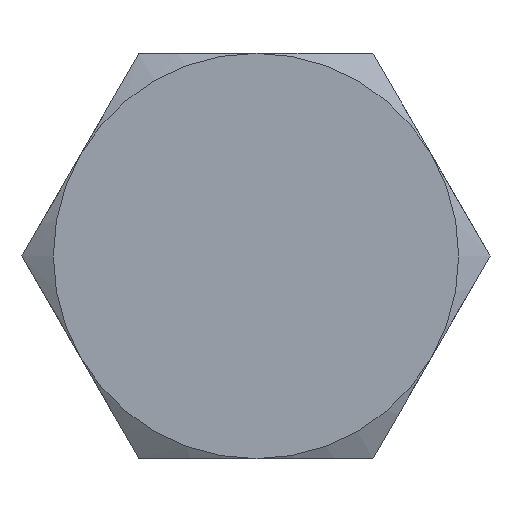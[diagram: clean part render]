
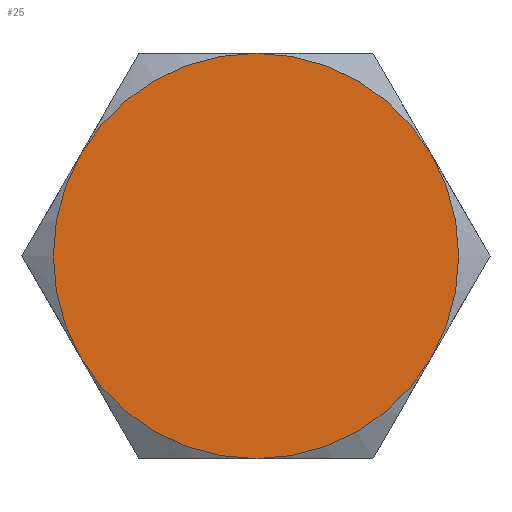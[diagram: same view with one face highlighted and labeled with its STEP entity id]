
A CAD part, left-side view. The second image highlights one B-rep face of the part: STEP entity #25.
In plain terms, the highlighted planar face has unit normal (-1, 0, 0).
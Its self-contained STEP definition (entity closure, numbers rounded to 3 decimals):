
#20 = CARTESIAN_POINT ( 'NONE',  ( -37.988, 12.688, -5.137 ) ) ;
#23 = DIRECTION ( 'NONE',  ( 0., 0., -1. ) ) ;
#25 = ADVANCED_FACE ( 'NONE', ( #354 ), #530, .F. ) ;
#29 = AXIS2_PLACEMENT_3D ( 'NONE', #670, #64, #570 ) ;
#48 = ORIENTED_EDGE ( 'NONE', *, *, #513, .F. ) ;
#54 = CARTESIAN_POINT ( 'NONE',  ( -37.988, 12.688, 24.863 ) ) ;
#64 = DIRECTION ( 'NONE',  ( 1., 0., 0. ) ) ;
#78 = CARTESIAN_POINT ( 'NONE',  ( -37.988, 12.688, 9.863 ) ) ;
#112 = AXIS2_PLACEMENT_3D ( 'NONE', #400, #601, #23 ) ;
#113 = AXIS2_PLACEMENT_3D ( 'NONE', #78, #516, #360 ) ;
#117 = ORIENTED_EDGE ( 'NONE', *, *, #441, .F. ) ;
#153 = EDGE_CURVE ( 'NONE', #583, #598, #428, .T. ) ;
#183 = DIRECTION ( 'NONE',  ( 0., 0., -1. ) ) ;
#198 = CARTESIAN_POINT ( 'NONE',  ( -37.988, 25.678, 2.363 ) ) ;
#228 = VERTEX_POINT ( 'NONE', #54 ) ;
#258 = CIRCLE ( 'NONE', #29, 15. ) ;
#288 = ORIENTED_EDGE ( 'NONE', *, *, #559, .F. ) ;
#289 = DIRECTION ( 'NONE',  ( 1., 0., 0. ) ) ;
#330 = ORIENTED_EDGE ( 'NONE', *, *, #153, .F. ) ;
#347 = VERTEX_POINT ( 'NONE', #20 ) ;
#350 = CARTESIAN_POINT ( 'NONE',  ( -37.988, 25.678, 17.363 ) ) ;
#354 = FACE_OUTER_BOUND ( 'NONE', #665, .T. ) ;
#355 = CIRCLE ( 'NONE', #416, 15. ) ;
#360 = DIRECTION ( 'NONE',  ( 0., 0., -1. ) ) ;
#361 = CARTESIAN_POINT ( 'NONE',  ( -37.988, -0.303, 17.363 ) ) ;
#373 = ORIENTED_EDGE ( 'NONE', *, *, #546, .F. ) ;
#400 = CARTESIAN_POINT ( 'NONE',  ( -37.988, 12.688, 9.863 ) ) ;
#404 = CARTESIAN_POINT ( 'NONE',  ( -37.988, 12.688, 9.863 ) ) ;
#405 = CIRCLE ( 'NONE', #517, 15. ) ;
#415 = CARTESIAN_POINT ( 'NONE',  ( -37.988, 30.008, 9.863 ) ) ;
#416 = AXIS2_PLACEMENT_3D ( 'NONE', #687, #637, #472 ) ;
#427 = CIRCLE ( 'NONE', #112, 15. ) ;
#428 = CIRCLE ( 'NONE', #113, 15. ) ;
#441 = EDGE_CURVE ( 'NONE', #640, #459, #355, .T. ) ;
#459 = VERTEX_POINT ( 'NONE', #350 ) ;
#472 = DIRECTION ( 'NONE',  ( 0., 0., -1. ) ) ;
#473 = DIRECTION ( 'NONE',  ( 1., 0., 0. ) ) ;
#485 = DIRECTION ( 'NONE',  ( 0., 0., -1. ) ) ;
#513 = EDGE_CURVE ( 'NONE', #598, #347, #548, .T. ) ;
#516 = DIRECTION ( 'NONE',  ( 1., 0., 0. ) ) ;
#517 = AXIS2_PLACEMENT_3D ( 'NONE', #657, #553, #183 ) ;
#530 = PLANE ( 'NONE',  #612 ) ;
#546 = EDGE_CURVE ( 'NONE', #459, #228, #258, .T. ) ;
#548 = CIRCLE ( 'NONE', #639, 15. ) ;
#553 = DIRECTION ( 'NONE',  ( 1., 0., 0. ) ) ;
#559 = EDGE_CURVE ( 'NONE', #228, #583, #427, .T. ) ;
#570 = DIRECTION ( 'NONE',  ( 0., 0., -1. ) ) ;
#575 = EDGE_CURVE ( 'NONE', #347, #640, #405, .T. ) ;
#583 = VERTEX_POINT ( 'NONE', #361 ) ;
#598 = VERTEX_POINT ( 'NONE', #617 ) ;
#601 = DIRECTION ( 'NONE',  ( 1., 0., 0. ) ) ;
#612 = AXIS2_PLACEMENT_3D ( 'NONE', #415, #473, #485 ) ;
#613 = ORIENTED_EDGE ( 'NONE', *, *, #575, .F. ) ;
#615 = DIRECTION ( 'NONE',  ( 0., 0., -1. ) ) ;
#617 = CARTESIAN_POINT ( 'NONE',  ( -37.988, -0.303, 2.363 ) ) ;
#637 = DIRECTION ( 'NONE',  ( 1., 0., 0. ) ) ;
#639 = AXIS2_PLACEMENT_3D ( 'NONE', #404, #289, #615 ) ;
#640 = VERTEX_POINT ( 'NONE', #198 ) ;
#657 = CARTESIAN_POINT ( 'NONE',  ( -37.988, 12.688, 9.863 ) ) ;
#665 = EDGE_LOOP ( 'NONE', ( #613, #48, #330, #288, #373, #117 ) ) ;
#670 = CARTESIAN_POINT ( 'NONE',  ( -37.988, 12.688, 9.863 ) ) ;
#687 = CARTESIAN_POINT ( 'NONE',  ( -37.988, 12.688, 9.863 ) ) ;
